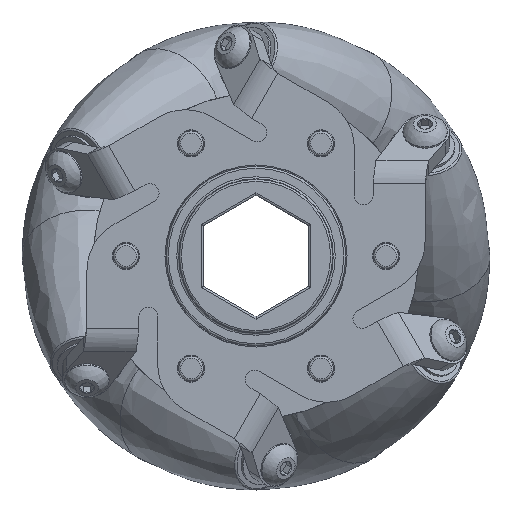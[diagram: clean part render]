
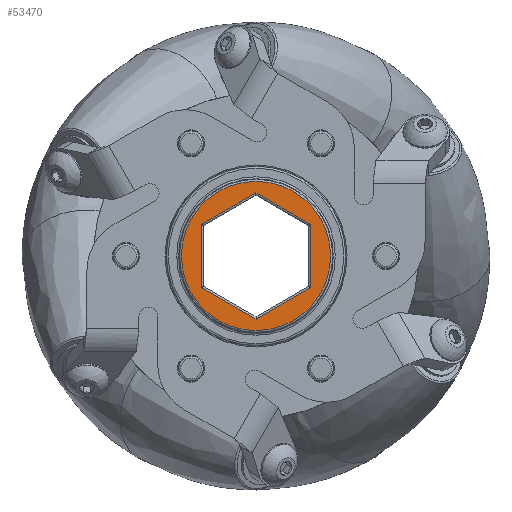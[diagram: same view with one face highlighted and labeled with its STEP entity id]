
A CAD part, left-side view. The second image highlights one B-rep face of the part: STEP entity #53470.
In plain terms, the highlighted planar face has unit normal (-1, 0, 0).
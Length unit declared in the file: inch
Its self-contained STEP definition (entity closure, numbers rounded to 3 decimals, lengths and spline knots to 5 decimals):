
#2127 = LINE ( 'NONE', #47993, #27437 ) ;
#5121 = CARTESIAN_POINT ( 'NONE',  ( -0.875, 0., 0. ) ) ;
#7513 = LINE ( 'NONE', #52470, #26857 ) ;
#8237 = DIRECTION ( 'NONE',  ( 0., 0., 1. ) ) ;
#8883 = DIRECTION ( 'NONE',  ( 0., -0.866, -0.5 ) ) ;
#9165 = ORIENTED_EDGE ( 'NONE', *, *, #23825, .T. ) ;
#9599 = FACE_OUTER_BOUND ( 'NONE', #14990, .T. ) ;
#10319 = CARTESIAN_POINT ( 'NONE',  ( -0.875, -0.2625, 0. ) ) ;
#13613 = VERTEX_POINT ( 'NONE', #47514 ) ;
#14437 = DIRECTION ( 'NONE',  ( 0., 0., -1. ) ) ;
#14990 = EDGE_LOOP ( 'NONE', ( #53535 ) ) ;
#16743 = AXIS2_PLACEMENT_3D ( 'NONE', #5121, #23552, #14437 ) ;
#19072 = CARTESIAN_POINT ( 'NONE',  ( -0.875, -0.13125, -0.22733 ) ) ;
#20575 = DIRECTION ( 'NONE',  ( 0., -0.866, 0.5 ) ) ;
#23318 = ORIENTED_EDGE ( 'NONE', *, *, #27888, .T. ) ;
#23552 = DIRECTION ( 'NONE',  ( 1., 0., 0. ) ) ;
#23825 = EDGE_CURVE ( 'NONE', #26524, #13613, #51113, .T. ) ;
#25182 = VECTOR ( 'NONE', #8883, 39.37008 ) ;
#25274 = VERTEX_POINT ( 'NONE', #50139 ) ;
#26524 = VERTEX_POINT ( 'NONE', #46812 ) ;
#26857 = VECTOR ( 'NONE', #30474, 39.37008 ) ;
#27099 = EDGE_LOOP ( 'NONE', ( #23318, #9165, #44420, #33184, #31848, #27552 ) ) ;
#27231 = CARTESIAN_POINT ( 'NONE',  ( -0.875, -0.2625, -0.15155 ) ) ;
#27437 = VECTOR ( 'NONE', #20575, 39.37008 ) ;
#27552 = ORIENTED_EDGE ( 'NONE', *, *, #51574, .T. ) ;
#27742 = DIRECTION ( 'NONE',  ( -1., 0., 0. ) ) ;
#27888 = EDGE_CURVE ( 'NONE', #43362, #26524, #2127, .T. ) ;
#28216 = CARTESIAN_POINT ( 'NONE',  ( -0.875, -0.13125, 0.22733 ) ) ;
#28344 = PLANE ( 'NONE',  #16743 ) ;
#28779 = DIRECTION ( 'NONE',  ( 0., 0., -1. ) ) ;
#28861 = EDGE_CURVE ( 'NONE', #49348, #35205, #42042, .T. ) ;
#29344 = CARTESIAN_POINT ( 'NONE',  ( -0.875, 0., -0.30311 ) ) ;
#29543 = VERTEX_POINT ( 'NONE', #58090 ) ;
#30474 = DIRECTION ( 'NONE',  ( 0., 0.866, 0.5 ) ) ;
#30621 = CARTESIAN_POINT ( 'NONE',  ( -0.875, 0.2625, 0. ) ) ;
#31375 = VECTOR ( 'NONE', #36277, 39.37008 ) ;
#31677 = CARTESIAN_POINT ( 'NONE',  ( -0.875, 0., 0. ) ) ;
#31848 = ORIENTED_EDGE ( 'NONE', *, *, #32129, .T. ) ;
#32129 = EDGE_CURVE ( 'NONE', #35205, #25274, #7513, .T. ) ;
#32544 = EDGE_CURVE ( 'NONE', #13613, #49348, #42411, .T. ) ;
#32977 = CIRCLE ( 'NONE', #48216, 0.35869 ) ;
#33184 = ORIENTED_EDGE ( 'NONE', *, *, #28861, .T. ) ;
#35205 = VERTEX_POINT ( 'NONE', #29344 ) ;
#36277 = DIRECTION ( 'NONE',  ( 0., 0.866, -0.5 ) ) ;
#40588 = LINE ( 'NONE', #30621, #54883 ) ;
#42042 = LINE ( 'NONE', #19072, #31375 ) ;
#42411 = LINE ( 'NONE', #10319, #49997 ) ;
#43362 = VERTEX_POINT ( 'NONE', #48830 ) ;
#44420 = ORIENTED_EDGE ( 'NONE', *, *, #32544, .T. ) ;
#46812 = CARTESIAN_POINT ( 'NONE',  ( -0.875, 0., 0.30311 ) ) ;
#47137 = EDGE_CURVE ( 'NONE', #29543, #29543, #32977, .T. ) ;
#47514 = CARTESIAN_POINT ( 'NONE',  ( -0.875, -0.2625, 0.15155 ) ) ;
#47993 = CARTESIAN_POINT ( 'NONE',  ( -0.875, 0.13125, 0.22733 ) ) ;
#48216 = AXIS2_PLACEMENT_3D ( 'NONE', #31677, #27742, #58999 ) ;
#48830 = CARTESIAN_POINT ( 'NONE',  ( -0.875, 0.2625, 0.15155 ) ) ;
#49348 = VERTEX_POINT ( 'NONE', #27231 ) ;
#49997 = VECTOR ( 'NONE', #28779, 39.37008 ) ;
#50139 = CARTESIAN_POINT ( 'NONE',  ( -0.875, 0.2625, -0.15155 ) ) ;
#51113 = LINE ( 'NONE', #28216, #25182 ) ;
#51237 = FACE_BOUND ( 'NONE', #27099, .T. ) ;
#51574 = EDGE_CURVE ( 'NONE', #25274, #43362, #40588, .T. ) ;
#52470 = CARTESIAN_POINT ( 'NONE',  ( -0.875, 0.13125, -0.22733 ) ) ;
#53470 = ADVANCED_FACE ( 'NONE', ( #51237, #9599 ), #28344, .F. ) ;
#53535 = ORIENTED_EDGE ( 'NONE', *, *, #47137, .T. ) ;
#54883 = VECTOR ( 'NONE', #8237, 39.37008 ) ;
#58090 = CARTESIAN_POINT ( 'NONE',  ( -0.875, 0., -0.35869 ) ) ;
#58999 = DIRECTION ( 'NONE',  ( 0., 0., -1. ) ) ;
